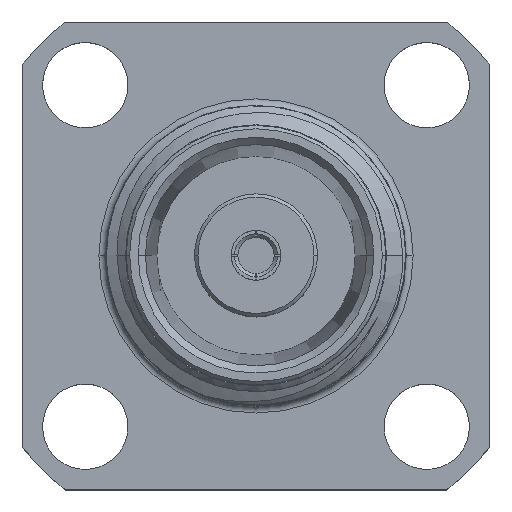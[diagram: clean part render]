
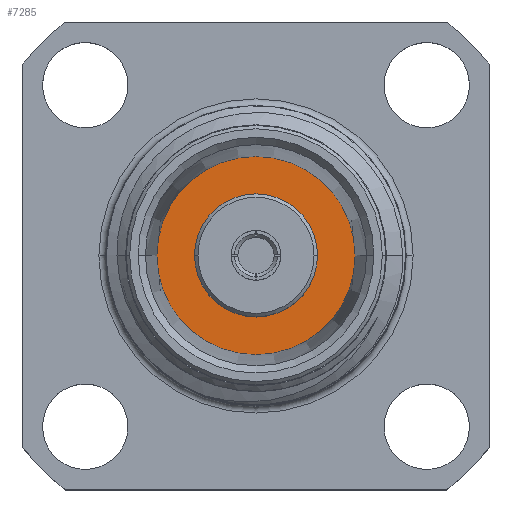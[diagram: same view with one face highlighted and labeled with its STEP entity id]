
A CAD part, top view. The second image highlights one B-rep face of the part: STEP entity #7285.
In plain terms, the highlighted planar face has unit normal (0, 0, 1).
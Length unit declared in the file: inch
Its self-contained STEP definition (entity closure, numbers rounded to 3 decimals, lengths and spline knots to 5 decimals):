
#264 = EDGE_CURVE ( 'NONE', #2422, #5717, #6412, .T. ) ;
#614 = VERTEX_POINT ( 'NONE', #2141 ) ;
#694 = DIRECTION ( 'NONE',  ( 0., 0., 1. ) ) ;
#830 = ORIENTED_EDGE ( 'NONE', *, *, #2029, .F. ) ;
#901 = EDGE_CURVE ( 'NONE', #5717, #2422, #4867, .T. ) ;
#929 = AXIS2_PLACEMENT_3D ( 'NONE', #2058, #7383, #7259 ) ;
#1015 = DIRECTION ( 'NONE',  ( -1., 0., 0. ) ) ;
#1516 = AXIS2_PLACEMENT_3D ( 'NONE', #6159, #1594, #7585 ) ;
#1594 = DIRECTION ( 'NONE',  ( 0., 0., 1. ) ) ;
#1799 = CARTESIAN_POINT ( 'NONE',  ( 0.14521, 0., 0.31961 ) ) ;
#2029 = EDGE_CURVE ( 'NONE', #2106, #614, #4259, .T. ) ;
#2058 = CARTESIAN_POINT ( 'NONE',  ( 0., 0., 0.31961 ) ) ;
#2106 = VERTEX_POINT ( 'NONE', #3999 ) ;
#2141 = CARTESIAN_POINT ( 'NONE',  ( 0.09, 0., 0.31961 ) ) ;
#2422 = VERTEX_POINT ( 'NONE', #4630 ) ;
#2473 = ORIENTED_EDGE ( 'NONE', *, *, #2877, .F. ) ;
#2497 = DIRECTION ( 'NONE',  ( -1., 0., 0. ) ) ;
#2765 = EDGE_LOOP ( 'NONE', ( #7305, #8554 ) ) ;
#2874 = FACE_OUTER_BOUND ( 'NONE', #2765, .T. ) ;
#2877 = EDGE_CURVE ( 'NONE', #614, #2106, #4361, .T. ) ;
#3515 = CARTESIAN_POINT ( 'NONE',  ( 0., 0., 0.31961 ) ) ;
#3999 = CARTESIAN_POINT ( 'NONE',  ( -0.09, 0., 0.31961 ) ) ;
#4073 = DIRECTION ( 'NONE',  ( -1., 0., 0. ) ) ;
#4259 = CIRCLE ( 'NONE', #929, 0.09 ) ;
#4361 = CIRCLE ( 'NONE', #5737, 0.09 ) ;
#4630 = CARTESIAN_POINT ( 'NONE',  ( -0.14521, 0., 0.31961 ) ) ;
#4812 = DIRECTION ( 'NONE',  ( 0., 0., 1. ) ) ;
#4867 = CIRCLE ( 'NONE', #6627, 0.14521 ) ;
#5116 = DIRECTION ( 'NONE',  ( 0., 0., 1. ) ) ;
#5717 = VERTEX_POINT ( 'NONE', #1799 ) ;
#5737 = AXIS2_PLACEMENT_3D ( 'NONE', #8524, #694, #4073 ) ;
#5927 = FACE_BOUND ( 'NONE', #6915, .T. ) ;
#6159 = CARTESIAN_POINT ( 'NONE',  ( 0., 0., 0.31961 ) ) ;
#6412 = CIRCLE ( 'NONE', #1516, 0.14521 ) ;
#6553 = AXIS2_PLACEMENT_3D ( 'NONE', #6768, #5116, #2497 ) ;
#6627 = AXIS2_PLACEMENT_3D ( 'NONE', #3515, #4812, #1015 ) ;
#6768 = CARTESIAN_POINT ( 'NONE',  ( 0., 0., 0.31961 ) ) ;
#6915 = EDGE_LOOP ( 'NONE', ( #2473, #830 ) ) ;
#7259 = DIRECTION ( 'NONE',  ( -1., 0., 0. ) ) ;
#7285 = ADVANCED_FACE ( 'NONE', ( #5927, #2874 ), #8118, .T. ) ;
#7305 = ORIENTED_EDGE ( 'NONE', *, *, #264, .T. ) ;
#7383 = DIRECTION ( 'NONE',  ( 0., 0., 1. ) ) ;
#7585 = DIRECTION ( 'NONE',  ( -1., 0., 0. ) ) ;
#8118 = PLANE ( 'NONE',  #6553 ) ;
#8524 = CARTESIAN_POINT ( 'NONE',  ( 0., 0., 0.31961 ) ) ;
#8554 = ORIENTED_EDGE ( 'NONE', *, *, #901, .T. ) ;
